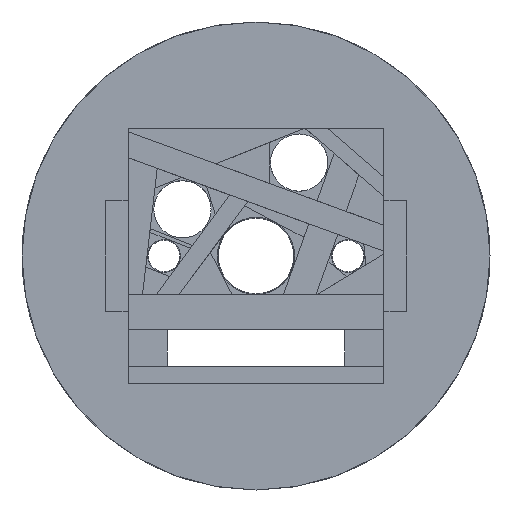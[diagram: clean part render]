
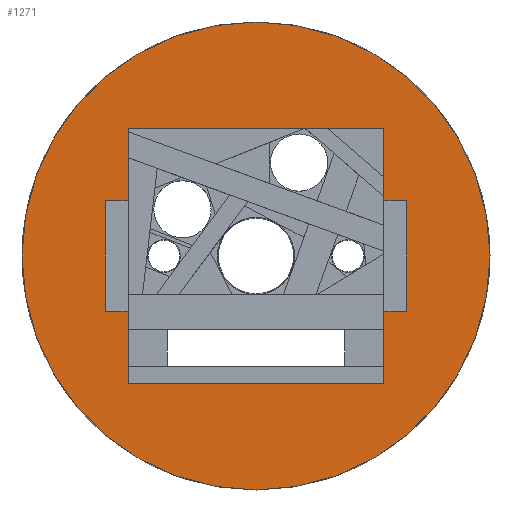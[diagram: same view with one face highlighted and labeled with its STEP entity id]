
A CAD part, front view. The second image highlights one B-rep face of the part: STEP entity #1271.
In plain terms, the highlighted planar face has unit normal (0, -1, 0).
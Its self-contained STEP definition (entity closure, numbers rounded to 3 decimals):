
#4 = DIRECTION ( 'NONE',  ( 0., 0., 1. ) ) ;
#47 = VECTOR ( 'NONE', #1786, 1000. ) ;
#73 = VERTEX_POINT ( 'NONE', #3022 ) ;
#77 = VECTOR ( 'NONE', #2944, 1000. ) ;
#105 = VECTOR ( 'NONE', #859, 1000. ) ;
#109 = CARTESIAN_POINT ( 'NONE',  ( 6.95, -6.4, -3. ) ) ;
#120 = DIRECTION ( 'NONE',  ( -1., 0., 0. ) ) ;
#134 = FACE_OUTER_BOUND ( 'NONE', #1340, .T. ) ;
#160 = CARTESIAN_POINT ( 'NONE',  ( 0., -6.4, -6.95 ) ) ;
#186 = DIRECTION ( 'NONE',  ( 0., 0., 1. ) ) ;
#195 = LINE ( 'NONE', #2870, #1262 ) ;
#200 = VECTOR ( 'NONE', #120, 1000. ) ;
#245 = VERTEX_POINT ( 'NONE', #829 ) ;
#275 = EDGE_CURVE ( 'NONE', #2902, #1003, #441, .T. ) ;
#299 = EDGE_CURVE ( 'NONE', #820, #333, #2005, .T. ) ;
#327 = VERTEX_POINT ( 'NONE', #3157 ) ;
#333 = VERTEX_POINT ( 'NONE', #715 ) ;
#383 = VERTEX_POINT ( 'NONE', #1434 ) ;
#397 = LINE ( 'NONE', #1075, #200 ) ;
#432 = EDGE_CURVE ( 'NONE', #2184, #2902, #487, .T. ) ;
#441 = LINE ( 'NONE', #947, #77 ) ;
#457 = CARTESIAN_POINT ( 'NONE',  ( 0., -6.4, 0. ) ) ;
#487 = LINE ( 'NONE', #1062, #1183 ) ;
#491 = CARTESIAN_POINT ( 'NONE',  ( -6.95, -6.4, -3. ) ) ;
#517 = AXIS2_PLACEMENT_3D ( 'NONE', #1352, #2840, #1881 ) ;
#592 = ORIENTED_EDGE ( 'NONE', *, *, #2153, .T. ) ;
#599 = VECTOR ( 'NONE', #3166, 1000. ) ;
#611 = EDGE_CURVE ( 'NONE', #383, #73, #1829, .T. ) ;
#618 = VERTEX_POINT ( 'NONE', #109 ) ;
#623 = ORIENTED_EDGE ( 'NONE', *, *, #2783, .T. ) ;
#642 = ORIENTED_EDGE ( 'NONE', *, *, #275, .T. ) ;
#661 = ORIENTED_EDGE ( 'NONE', *, *, #3174, .F. ) ;
#715 = CARTESIAN_POINT ( 'NONE',  ( 0., -6.4, -12.728 ) ) ;
#730 = CARTESIAN_POINT ( 'NONE',  ( 6.95, -6.4, 6.95 ) ) ;
#767 = DIRECTION ( 'NONE',  ( 1., 0., 0. ) ) ;
#808 = VERTEX_POINT ( 'NONE', #1001 ) ;
#812 = CARTESIAN_POINT ( 'NONE',  ( 0., -6.4, -3. ) ) ;
#820 = VERTEX_POINT ( 'NONE', #2739 ) ;
#829 = CARTESIAN_POINT ( 'NONE',  ( 6.95, -6.4, 3. ) ) ;
#859 = DIRECTION ( 'NONE',  ( -1., 0., 0. ) ) ;
#886 = FACE_BOUND ( 'NONE', #2809, .T. ) ;
#895 = EDGE_CURVE ( 'NONE', #618, #2488, #1589, .T. ) ;
#926 = EDGE_CURVE ( 'NONE', #1468, #245, #2552, .T. ) ;
#947 = CARTESIAN_POINT ( 'NONE',  ( 0., -6.4, 3. ) ) ;
#953 = CARTESIAN_POINT ( 'NONE',  ( -6.95, -6.4, 3. ) ) ;
#1001 = CARTESIAN_POINT ( 'NONE',  ( 8.2, -6.4, 3. ) ) ;
#1003 = VERTEX_POINT ( 'NONE', #953 ) ;
#1062 = CARTESIAN_POINT ( 'NONE',  ( -8.2, -6.4, 0. ) ) ;
#1075 = CARTESIAN_POINT ( 'NONE',  ( 0., -6.4, -3. ) ) ;
#1120 = CARTESIAN_POINT ( 'NONE',  ( 6.95, -6.4, 0. ) ) ;
#1169 = ORIENTED_EDGE ( 'NONE', *, *, #2257, .F. ) ;
#1171 = CARTESIAN_POINT ( 'NONE',  ( -8.2, -6.4, -3. ) ) ;
#1183 = VECTOR ( 'NONE', #4, 1000. ) ;
#1232 = CARTESIAN_POINT ( 'NONE',  ( 0., -6.4, 6.95 ) ) ;
#1262 = VECTOR ( 'NONE', #1381, 1000. ) ;
#1271 = ADVANCED_FACE ( 'NONE', ( #886, #134 ), #1297, .F. ) ;
#1290 = VECTOR ( 'NONE', #1351, 1000. ) ;
#1297 = PLANE ( 'NONE',  #517 ) ;
#1305 = DIRECTION ( 'NONE',  ( 0., 0., -1. ) ) ;
#1340 = EDGE_LOOP ( 'NONE', ( #1625, #2114 ) ) ;
#1351 = DIRECTION ( 'NONE',  ( -1., 0., 0. ) ) ;
#1352 = CARTESIAN_POINT ( 'NONE',  ( 0., -6.4, 0. ) ) ;
#1381 = DIRECTION ( 'NONE',  ( 0., 0., 1. ) ) ;
#1434 = CARTESIAN_POINT ( 'NONE',  ( 6.95, -6.4, -6.95 ) ) ;
#1463 = DIRECTION ( 'NONE',  ( 0., 1., 0. ) ) ;
#1468 = VERTEX_POINT ( 'NONE', #730 ) ;
#1527 = EDGE_CURVE ( 'NONE', #73, #2875, #2482, .T. ) ;
#1536 = VECTOR ( 'NONE', #1305, 1000. ) ;
#1589 = LINE ( 'NONE', #812, #47 ) ;
#1625 = ORIENTED_EDGE ( 'NONE', *, *, #1905, .F. ) ;
#1704 = CARTESIAN_POINT ( 'NONE',  ( -8.2, -6.4, 3. ) ) ;
#1706 = VECTOR ( 'NONE', #2760, 1000. ) ;
#1786 = DIRECTION ( 'NONE',  ( 1., 0., 0. ) ) ;
#1810 = ORIENTED_EDGE ( 'NONE', *, *, #1527, .T. ) ;
#1829 = LINE ( 'NONE', #160, #105 ) ;
#1841 = LINE ( 'NONE', #2636, #1290 ) ;
#1852 = LINE ( 'NONE', #1120, #2161 ) ;
#1881 = DIRECTION ( 'NONE',  ( 0., 0., 1. ) ) ;
#1905 = EDGE_CURVE ( 'NONE', #333, #820, #2988, .T. ) ;
#1951 = ORIENTED_EDGE ( 'NONE', *, *, #2375, .T. ) ;
#2005 = CIRCLE ( 'NONE', #2985, 12.728 ) ;
#2114 = ORIENTED_EDGE ( 'NONE', *, *, #299, .F. ) ;
#2149 = ORIENTED_EDGE ( 'NONE', *, *, #2158, .T. ) ;
#2152 = DIRECTION ( 'NONE',  ( 0., 0., -1. ) ) ;
#2153 = EDGE_CURVE ( 'NONE', #618, #383, #1852, .T. ) ;
#2158 = EDGE_CURVE ( 'NONE', #1003, #327, #195, .T. ) ;
#2161 = VECTOR ( 'NONE', #2152, 1000. ) ;
#2170 = CARTESIAN_POINT ( 'NONE',  ( 8.2, -6.4, 0. ) ) ;
#2184 = VERTEX_POINT ( 'NONE', #1171 ) ;
#2205 = CARTESIAN_POINT ( 'NONE',  ( 0., -6.4, 0. ) ) ;
#2233 = ORIENTED_EDGE ( 'NONE', *, *, #611, .T. ) ;
#2257 = EDGE_CURVE ( 'NONE', #2488, #808, #2410, .T. ) ;
#2364 = ORIENTED_EDGE ( 'NONE', *, *, #432, .T. ) ;
#2375 = EDGE_CURVE ( 'NONE', #327, #1468, #2446, .T. ) ;
#2405 = ORIENTED_EDGE ( 'NONE', *, *, #926, .T. ) ;
#2410 = LINE ( 'NONE', #2170, #599 ) ;
#2446 = LINE ( 'NONE', #1232, #2682 ) ;
#2463 = ORIENTED_EDGE ( 'NONE', *, *, #895, .F. ) ;
#2480 = DIRECTION ( 'NONE',  ( 0., 0., 1. ) ) ;
#2482 = LINE ( 'NONE', #2989, #1706 ) ;
#2488 = VERTEX_POINT ( 'NONE', #2547 ) ;
#2547 = CARTESIAN_POINT ( 'NONE',  ( 8.2, -6.4, -3. ) ) ;
#2552 = LINE ( 'NONE', #3047, #1536 ) ;
#2636 = CARTESIAN_POINT ( 'NONE',  ( 0., -6.4, 3. ) ) ;
#2682 = VECTOR ( 'NONE', #767, 1000. ) ;
#2739 = CARTESIAN_POINT ( 'NONE',  ( 0., -6.4, 12.728 ) ) ;
#2760 = DIRECTION ( 'NONE',  ( 0., 0., 1. ) ) ;
#2783 = EDGE_CURVE ( 'NONE', #2875, #2184, #397, .T. ) ;
#2809 = EDGE_LOOP ( 'NONE', ( #1951, #2405, #661, #1169, #2463, #592, #2233, #1810, #623, #2364, #642, #2149 ) ) ;
#2840 = DIRECTION ( 'NONE',  ( 0., 1., 0. ) ) ;
#2870 = CARTESIAN_POINT ( 'NONE',  ( -6.95, -6.4, 0. ) ) ;
#2875 = VERTEX_POINT ( 'NONE', #491 ) ;
#2902 = VERTEX_POINT ( 'NONE', #1704 ) ;
#2944 = DIRECTION ( 'NONE',  ( 1., 0., 0. ) ) ;
#2985 = AXIS2_PLACEMENT_3D ( 'NONE', #457, #3171, #186 ) ;
#2988 = CIRCLE ( 'NONE', #3089, 12.728 ) ;
#2989 = CARTESIAN_POINT ( 'NONE',  ( -6.95, -6.4, 0. ) ) ;
#3022 = CARTESIAN_POINT ( 'NONE',  ( -6.95, -6.4, -6.95 ) ) ;
#3047 = CARTESIAN_POINT ( 'NONE',  ( 6.95, -6.4, 0. ) ) ;
#3089 = AXIS2_PLACEMENT_3D ( 'NONE', #2205, #1463, #2480 ) ;
#3157 = CARTESIAN_POINT ( 'NONE',  ( -6.95, -6.4, 6.95 ) ) ;
#3166 = DIRECTION ( 'NONE',  ( 0., 0., 1. ) ) ;
#3171 = DIRECTION ( 'NONE',  ( 0., 1., 0. ) ) ;
#3174 = EDGE_CURVE ( 'NONE', #808, #245, #1841, .T. ) ;
